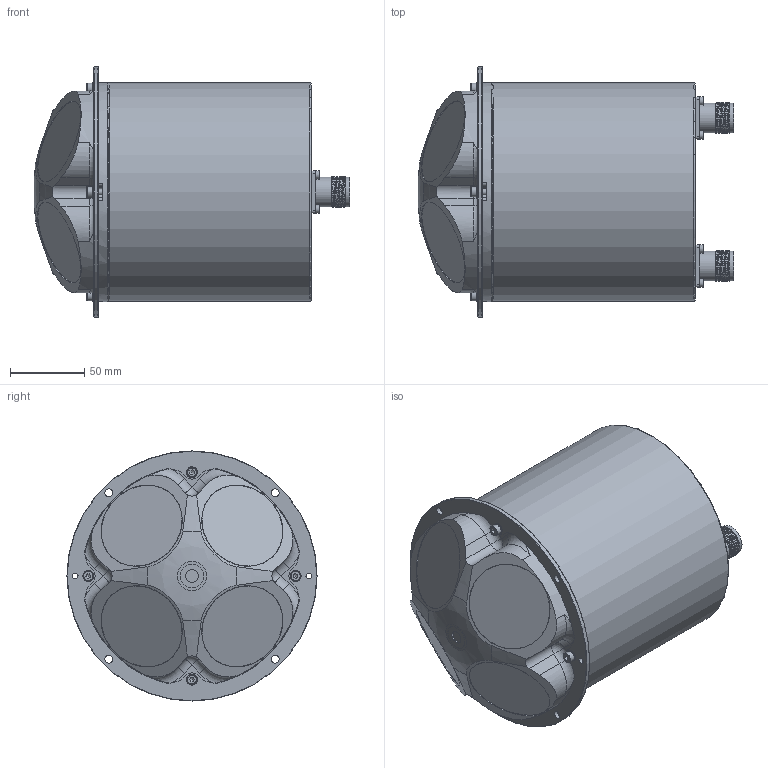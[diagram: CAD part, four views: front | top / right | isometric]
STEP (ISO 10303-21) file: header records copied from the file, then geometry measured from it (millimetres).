
FILE_DESCRIPTION(/* description */ (''),/* implementation_level */ '2;1');
FILE_NAME(/* name */ '8334-000-4513-A1.stp',/* time_stamp */ '2021-07-12T12:32:13+01:00',/* author */ ('db'),/* organization */ (''),/* preprocessor_version */ 'ST-DEVELOPER v18.1',/* originating_system */ 'Autodesk Inventor 2022',/* authorisation */ '');
FILE_SCHEMA (('AUTOMOTIVE_DESIGN { 1 0 10303 214 3 1 1 }'));
Length unit declared in the file: millimetre
Products named in the file (1): 8334-000-4513-A1 - simplify
Bounding box: 213 x 169 x 169 mm (x, y, z)
Volume: 2935021.1 mm3; surface area: 136718.7 mm2
Topology: 1 solids, 1 shells, 529 faces, 1288 edges, 821 vertices
Faces by surface type: plane 256, cylinder 188, cone 29, bspline 27, torus 25, sphere 4
Full cylindrical faces by diameter (mm): 0.9 x18, 1.3 x4, 3.242 x5, 3.46 x2, 4 x6, 4.1 x4, 4.134 x4, 4.2 x4, 4.3 x2, 5.2 x4, 5.5 x8, 6.9 x2, 7 x2, 7.5 x4, 8.566 x1, 9 x2, 15 x2, 16.18 x1, 17 x2, 20 x4, 20.2 x8, 21.5 x8, 58.5 x4, 148 x1, 169 x1
Entity records: 18178 total; most frequent: CARTESIAN_POINT 5816, DIRECTION 2626, ORIENTED_EDGE 2536, EDGE_CURVE 1268, AXIS2_PLACEMENT_3D 1026, VERTEX_POINT 821, EDGE_LOOP 637, LINE 574
